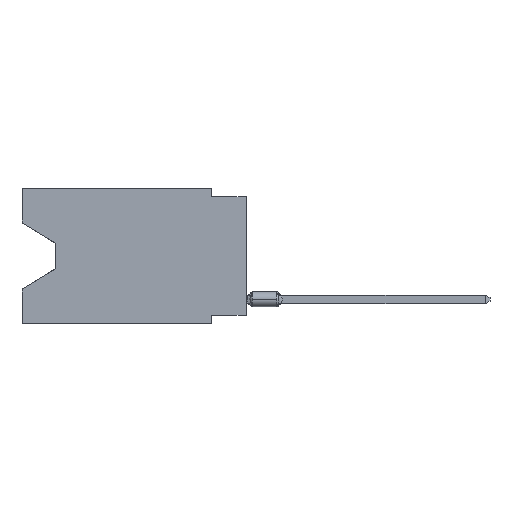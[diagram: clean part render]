
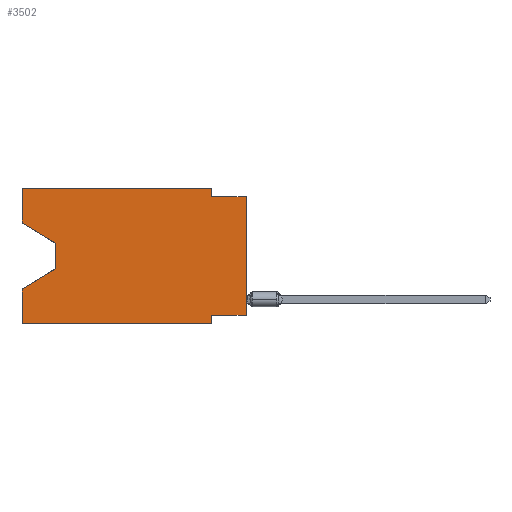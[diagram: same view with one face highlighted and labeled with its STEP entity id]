
A CAD part, left-side view. The second image highlights one B-rep face of the part: STEP entity #3502.
In plain terms, the highlighted planar face has unit normal (-1, 0, 0).
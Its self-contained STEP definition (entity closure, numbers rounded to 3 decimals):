
#291 = DIRECTION ( 'NONE',  ( 0., -0.855, -0.519 ) ) ;
#342 = LINE ( 'NONE', #501, #534 ) ;
#501 = CARTESIAN_POINT ( 'NONE',  ( 0., 16.383, -9.906 ) ) ;
#534 = VECTOR ( 'NONE', #6396, 1000. ) ;
#674 = CARTESIAN_POINT ( 'NONE',  ( 0., 13.97, -5.893 ) ) ;
#948 = VERTEX_POINT ( 'NONE', #11940 ) ;
#1043 = EDGE_CURVE ( 'NONE', #13025, #8328, #5317, .T. ) ;
#1046 = ORIENTED_EDGE ( 'NONE', *, *, #10173, .T. ) ;
#1149 = DIRECTION ( 'NONE',  ( 0., 0., -1. ) ) ;
#1671 = ORIENTED_EDGE ( 'NONE', *, *, #15274, .F. ) ;
#1672 = ORIENTED_EDGE ( 'NONE', *, *, #6762, .T. ) ;
#2078 = DIRECTION ( 'NONE',  ( 0., 0., -1. ) ) ;
#2091 = CARTESIAN_POINT ( 'NONE',  ( 0., 16.383, 0. ) ) ;
#2171 = LINE ( 'NONE', #11766, #14301 ) ;
#2211 = EDGE_CURVE ( 'NONE', #4229, #14004, #6724, .T. ) ;
#2334 = CARTESIAN_POINT ( 'NONE',  ( 0., 16.383, 0. ) ) ;
#2375 = CARTESIAN_POINT ( 'NONE',  ( 0., 13.97, -4.013 ) ) ;
#2383 = EDGE_CURVE ( 'NONE', #5162, #11320, #15458, .T. ) ;
#2389 = EDGE_CURVE ( 'NONE', #4599, #8733, #2171, .T. ) ;
#2456 = DIRECTION ( 'NONE',  ( 0., 0.855, -0.519 ) ) ;
#3014 = LINE ( 'NONE', #14898, #11531 ) ;
#3032 = CARTESIAN_POINT ( 'NONE',  ( 0., 2.54, -9.271 ) ) ;
#3218 = VECTOR ( 'NONE', #10586, 1000. ) ;
#3502 = ADVANCED_FACE ( 'NONE', ( #3511 ), #14139, .F. ) ;
#3511 = FACE_OUTER_BOUND ( 'NONE', #12057, .T. ) ;
#3580 = LINE ( 'NONE', #14285, #3218 ) ;
#4229 = VERTEX_POINT ( 'NONE', #2375 ) ;
#4316 = LINE ( 'NONE', #11487, #7363 ) ;
#4370 = ORIENTED_EDGE ( 'NONE', *, *, #4524, .F. ) ;
#4403 = ORIENTED_EDGE ( 'NONE', *, *, #9932, .T. ) ;
#4524 = EDGE_CURVE ( 'NONE', #11320, #13025, #4316, .T. ) ;
#4573 = CARTESIAN_POINT ( 'NONE',  ( 0., 2.54, 0. ) ) ;
#4599 = VERTEX_POINT ( 'NONE', #12604 ) ;
#5157 = DIRECTION ( 'NONE',  ( 0., 0., -1. ) ) ;
#5162 = VERTEX_POINT ( 'NONE', #9779 ) ;
#5300 = ORIENTED_EDGE ( 'NONE', *, *, #13248, .F. ) ;
#5317 = LINE ( 'NONE', #8706, #10061 ) ;
#5395 = VERTEX_POINT ( 'NONE', #3032 ) ;
#5412 = ORIENTED_EDGE ( 'NONE', *, *, #1043, .F. ) ;
#5656 = VECTOR ( 'NONE', #2456, 1000. ) ;
#5902 = VECTOR ( 'NONE', #291, 1000. ) ;
#5941 = LINE ( 'NONE', #8322, #5902 ) ;
#6201 = DIRECTION ( 'NONE',  ( 0., 1., 0. ) ) ;
#6275 = VECTOR ( 'NONE', #2078, 1000. ) ;
#6359 = LINE ( 'NONE', #14474, #6647 ) ;
#6394 = VERTEX_POINT ( 'NONE', #11213 ) ;
#6396 = DIRECTION ( 'NONE',  ( 0., -1., 0. ) ) ;
#6647 = VECTOR ( 'NONE', #6201, 1000. ) ;
#6724 = LINE ( 'NONE', #11228, #13045 ) ;
#6762 = EDGE_CURVE ( 'NONE', #6394, #8202, #342, .T. ) ;
#7073 = ORIENTED_EDGE ( 'NONE', *, *, #2211, .T. ) ;
#7081 = ORIENTED_EDGE ( 'NONE', *, *, #14459, .F. ) ;
#7109 = DIRECTION ( 'NONE',  ( 0., 0., 1. ) ) ;
#7363 = VECTOR ( 'NONE', #13632, 1000. ) ;
#7721 = CARTESIAN_POINT ( 'NONE',  ( 0., 2.54, -0.635 ) ) ;
#7904 = CARTESIAN_POINT ( 'NONE',  ( 0., 16.383, 0. ) ) ;
#7929 = ORIENTED_EDGE ( 'NONE', *, *, #2383, .F. ) ;
#8202 = VERTEX_POINT ( 'NONE', #9764 ) ;
#8293 = CARTESIAN_POINT ( 'NONE',  ( 0., 2.54, -9.906 ) ) ;
#8322 = CARTESIAN_POINT ( 'NONE',  ( 0., 16.383, -2.546 ) ) ;
#8328 = VERTEX_POINT ( 'NONE', #7721 ) ;
#8706 = CARTESIAN_POINT ( 'NONE',  ( 0., 2.54, 0. ) ) ;
#8733 = VERTEX_POINT ( 'NONE', #9909 ) ;
#9091 = CARTESIAN_POINT ( 'NONE',  ( 0., 13.97, -5.893 ) ) ;
#9764 = CARTESIAN_POINT ( 'NONE',  ( 0., 2.54, -9.906 ) ) ;
#9779 = CARTESIAN_POINT ( 'NONE',  ( 0., 16.383, -2.546 ) ) ;
#9909 = CARTESIAN_POINT ( 'NONE',  ( 0., 0., -0.635 ) ) ;
#9932 = EDGE_CURVE ( 'NONE', #5162, #4229, #5941, .T. ) ;
#10010 = DIRECTION ( 'NONE',  ( 0., -1., 0. ) ) ;
#10061 = VECTOR ( 'NONE', #5157, 1000. ) ;
#10173 = EDGE_CURVE ( 'NONE', #14004, #948, #12713, .T. ) ;
#10586 = DIRECTION ( 'NONE',  ( 0., 0., 1. ) ) ;
#10736 = EDGE_CURVE ( 'NONE', #4599, #5395, #6359, .T. ) ;
#11054 = ORIENTED_EDGE ( 'NONE', *, *, #2389, .T. ) ;
#11174 = ORIENTED_EDGE ( 'NONE', *, *, #10736, .F. ) ;
#11213 = CARTESIAN_POINT ( 'NONE',  ( 0., 16.383, -9.906 ) ) ;
#11228 = CARTESIAN_POINT ( 'NONE',  ( 0., 13.97, -4.013 ) ) ;
#11308 = DIRECTION ( 'NONE',  ( 0., 0., -1. ) ) ;
#11320 = VERTEX_POINT ( 'NONE', #7904 ) ;
#11487 = CARTESIAN_POINT ( 'NONE',  ( 0., 16.383, 0. ) ) ;
#11531 = VECTOR ( 'NONE', #10010, 1000. ) ;
#11766 = CARTESIAN_POINT ( 'NONE',  ( 0., 0., 0. ) ) ;
#11932 = DIRECTION ( 'NONE',  ( 1., 0., 0. ) ) ;
#11940 = CARTESIAN_POINT ( 'NONE',  ( 0., 16.383, -7.36 ) ) ;
#12057 = EDGE_LOOP ( 'NONE', ( #4403, #7073, #1046, #7081, #1672, #1671, #11174, #11054, #5300, #5412, #4370, #7929 ) ) ;
#12544 = VECTOR ( 'NONE', #7109, 1000. ) ;
#12604 = CARTESIAN_POINT ( 'NONE',  ( 0., 0., -9.271 ) ) ;
#12713 = LINE ( 'NONE', #9091, #5656 ) ;
#13025 = VERTEX_POINT ( 'NONE', #4573 ) ;
#13045 = VECTOR ( 'NONE', #11308, 1000. ) ;
#13248 = EDGE_CURVE ( 'NONE', #8328, #8733, #3014, .T. ) ;
#13632 = DIRECTION ( 'NONE',  ( 0., -1., 0. ) ) ;
#14004 = VERTEX_POINT ( 'NONE', #674 ) ;
#14139 = PLANE ( 'NONE',  #15420 ) ;
#14207 = DIRECTION ( 'NONE',  ( 0., 0., 1. ) ) ;
#14285 = CARTESIAN_POINT ( 'NONE',  ( 0., 16.383, 0. ) ) ;
#14301 = VECTOR ( 'NONE', #14207, 1000. ) ;
#14459 = EDGE_CURVE ( 'NONE', #6394, #948, #3580, .T. ) ;
#14474 = CARTESIAN_POINT ( 'NONE',  ( 0., 0., -9.271 ) ) ;
#14898 = CARTESIAN_POINT ( 'NONE',  ( 0., 0., -0.635 ) ) ;
#15274 = EDGE_CURVE ( 'NONE', #5395, #8202, #15289, .T. ) ;
#15289 = LINE ( 'NONE', #8293, #6275 ) ;
#15420 = AXIS2_PLACEMENT_3D ( 'NONE', #2334, #11932, #1149 ) ;
#15458 = LINE ( 'NONE', #2091, #12544 ) ;
